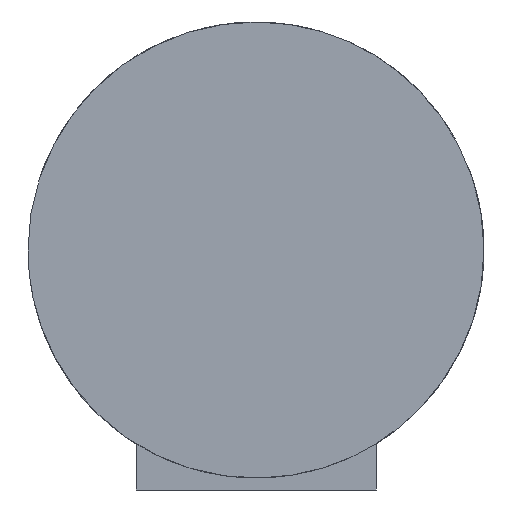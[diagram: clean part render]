
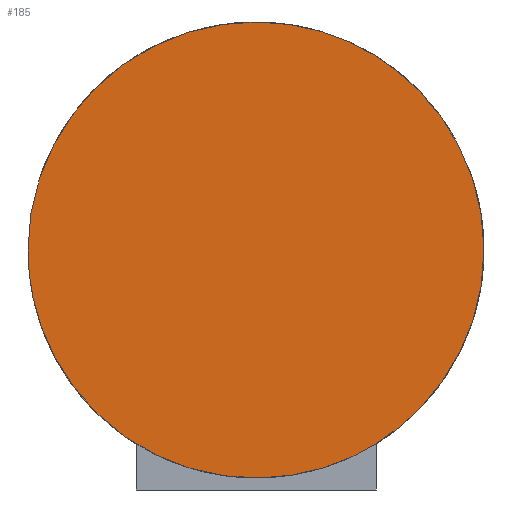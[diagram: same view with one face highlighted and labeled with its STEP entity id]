
A CAD part, left-side view. The second image highlights one B-rep face of the part: STEP entity #185.
In plain terms, the highlighted free-form (B-spline) face has degree [1, 1] with [2, 2] control points.
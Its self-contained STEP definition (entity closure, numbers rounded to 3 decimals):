
#34 = VERTEX_POINT('',#35);
#35 = CARTESIAN_POINT('',(-36.599,13.635,
    0.));
#40 = EDGE_CURVE('',#34,#34,#41,.T.);
#41 = ( BOUNDED_CURVE() B_SPLINE_CURVE(2,(#42,#43,#44,#45,#46,#47,#48),
.UNSPECIFIED.,.T.,.F.) B_SPLINE_CURVE_WITH_KNOTS((1,2,2,2,2,1),(
    -2.094,0.,2.094,4.189,6.283,
8.378),.UNSPECIFIED.) CURVE() GEOMETRIC_REPRESENTATION_ITEM() 
RATIONAL_B_SPLINE_CURVE((1.,0.5,1.,0.5,1.,0.5,1.)) REPRESENTATION_ITEM(
  '') );
#42 = CARTESIAN_POINT('',(-36.599,13.635,
    0.));
#43 = CARTESIAN_POINT('',(-36.599,13.635,23.617)
  );
#44 = CARTESIAN_POINT('',(-36.599,-6.818,11.808)
  );
#45 = CARTESIAN_POINT('',(-36.599,-27.27,
    0.));
#46 = CARTESIAN_POINT('',(-36.599,-6.818,-11.808)
  );
#47 = CARTESIAN_POINT('',(-36.599,13.635,-23.617)
  );
#48 = CARTESIAN_POINT('',(-36.599,13.635,
    0.));
#185 = ADVANCED_FACE('',(#186),#189,.F.);
#186 = FACE_BOUND('',#187,.T.);
#187 = EDGE_LOOP('',(#188));
#188 = ORIENTED_EDGE('',*,*,#40,.F.);
#189 = B_SPLINE_SURFACE_WITH_KNOTS('',1,1,(
    (#190,#191)
    ,(#192,#193
    )),.UNSPECIFIED.,.F.,.F.,.F.,(2,2),(2,2),(-9.5,9.5),(-9.5,9.5),
  .PIECEWISE_BEZIER_KNOTS.);
#190 = CARTESIAN_POINT('',(-36.599,-13.635,-13.635
    ));
#191 = CARTESIAN_POINT('',(-36.599,-13.635,13.635)
  );
#192 = CARTESIAN_POINT('',(-36.599,13.635,-13.635)
  );
#193 = CARTESIAN_POINT('',(-36.599,13.635,13.635)
  );
